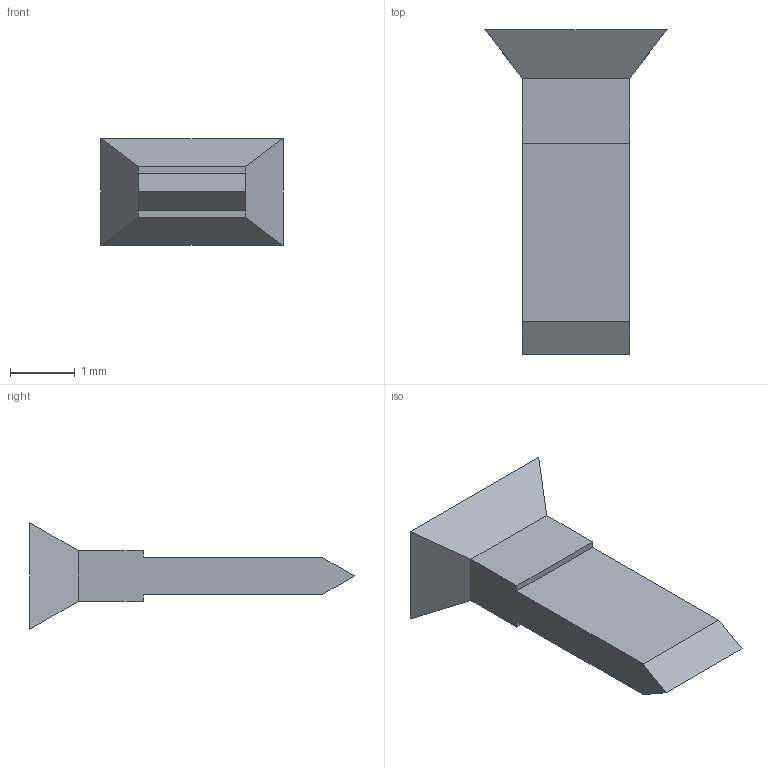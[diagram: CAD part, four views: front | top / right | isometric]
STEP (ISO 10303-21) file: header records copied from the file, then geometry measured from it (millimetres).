
FILE_DESCRIPTION(/* description */ (''),/* implementation_level */ '2;1');
FILE_NAME(/* name */ '100122904ugm000_b.stp',/* time_stamp */ '2016-09-28T10:49:38+02:00',/* author */ (''),/* organization */ (''),/* preprocessor_version */ 'ST-DEVELOPER v16',/* originating_system */ 'SIEMENS PLM Software NX 10.0',/* authorisation */ '');
FILE_SCHEMA (('AUTOMOTIVE_DESIGN { 1 0 10303 214 3 1 1 1 }'));
Length unit declared in the file: millimetre
Products named in the file (1): 100122904ugm000_b
Bounding box: 2.8 x 5 x 1.65 mm (x, y, z)
Volume: 6.2 mm3; surface area: 30.4 mm2
Topology: 1 solids, 1 shells, 15 faces, 35 edges, 22 vertices
Faces by surface type: plane 15
Entity records: 449 total; most frequent: CARTESIAN_POINT 73, ORIENTED_EDGE 70, DIRECTION 67, EDGE_CURVE 35, LINE 35, VECTOR 35, VERTEX_POINT 22, AXIS2_PLACEMENT_3D 16
